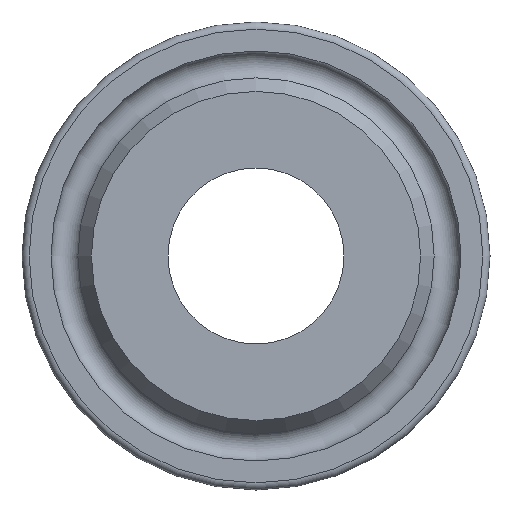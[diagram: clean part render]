
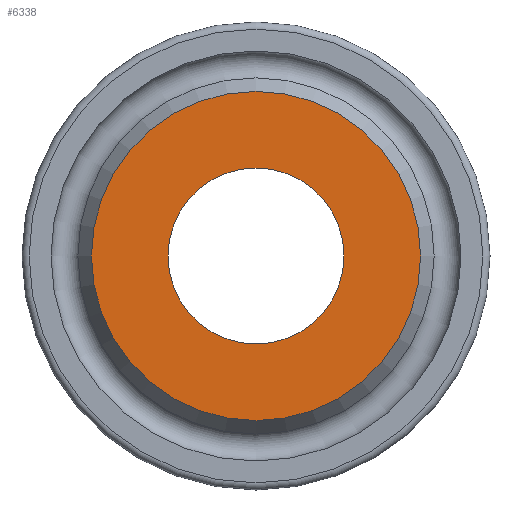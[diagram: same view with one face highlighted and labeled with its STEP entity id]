
A CAD part, left-side view. The second image highlights one B-rep face of the part: STEP entity #6338.
In plain terms, the highlighted planar face has unit normal (-1, 0, 0).
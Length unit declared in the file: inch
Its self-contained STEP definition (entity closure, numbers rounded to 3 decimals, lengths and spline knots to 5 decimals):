
#109=FACE_BOUND('',#1171,.T.);
#268=PLANE('',#6739);
#770=FACE_OUTER_BOUND('',#1170,.T.);
#1170=EDGE_LOOP('',(#5917));
#1171=EDGE_LOOP('',(#5918));
#1327=CIRCLE('',#6724,0.185);
#1334=CIRCLE('',#6740,0.34605);
#3116=VERTEX_POINT('',#13772);
#3123=VERTEX_POINT('',#13795);
#4049=EDGE_CURVE('',#3116,#3116,#1327,.T.);
#4056=EDGE_CURVE('',#3123,#3123,#1334,.T.);
#5917=ORIENTED_EDGE('',*,*,#4056,.T.);
#5918=ORIENTED_EDGE('',*,*,#4049,.F.);
#6338=ADVANCED_FACE('',(#770,#109),#268,.F.);
#6724=AXIS2_PLACEMENT_3D('',#13773,#7934,#7935);
#6739=AXIS2_PLACEMENT_3D('',#13794,#7964,#7965);
#6740=AXIS2_PLACEMENT_3D('',#13796,#7966,#7967);
#7934=DIRECTION('center_axis',(-1.,0.,0.));
#7935=DIRECTION('ref_axis',(0.,1.,0.));
#7964=DIRECTION('center_axis',(1.,0.,0.));
#7965=DIRECTION('ref_axis',(0.,0.,-1.));
#7966=DIRECTION('center_axis',(-1.,0.,0.));
#7967=DIRECTION('ref_axis',(0.,0.,1.));
#13772=CARTESIAN_POINT('',(0.031,0.185,0.));
#13773=CARTESIAN_POINT('Origin',(0.031,0.,0.));
#13794=CARTESIAN_POINT('Origin',(0.031,0.34605,0.));
#13795=CARTESIAN_POINT('',(0.031,0.34605,0.));
#13796=CARTESIAN_POINT('Origin',(0.031,0.,0.));
